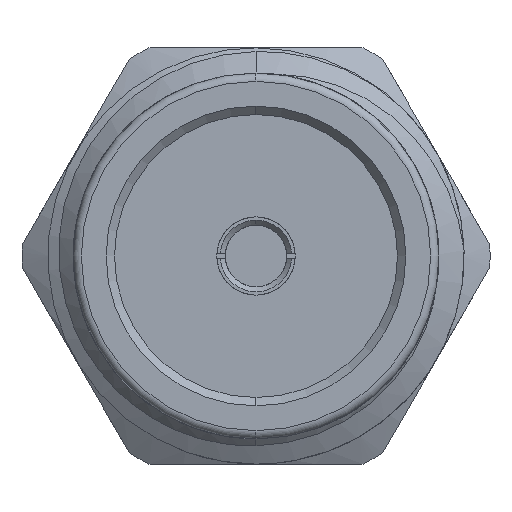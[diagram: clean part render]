
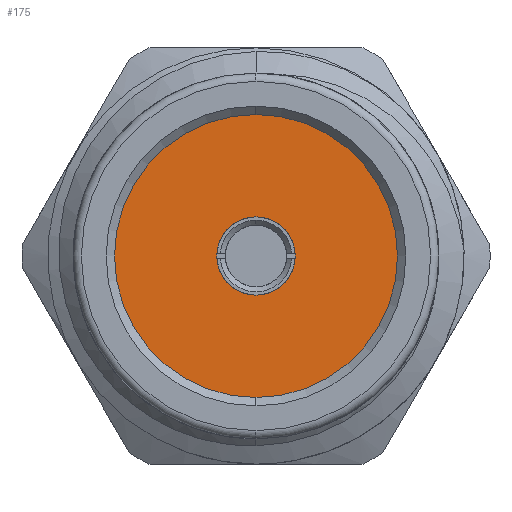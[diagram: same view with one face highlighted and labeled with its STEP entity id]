
A CAD part, left-side view. The second image highlights one B-rep face of the part: STEP entity #175.
In plain terms, the highlighted planar face has unit normal (-1, 0, 0).
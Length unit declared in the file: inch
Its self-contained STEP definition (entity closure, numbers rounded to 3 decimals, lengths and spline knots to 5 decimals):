
#6 = DIRECTION ( 'NONE',  ( 0., 0., 1. ) ) ;
#122 = CARTESIAN_POINT ( 'NONE',  ( 0.075, 0., 0. ) ) ;
#175 = ADVANCED_FACE ( 'NONE', ( #908, #559 ), #3388, .T. ) ;
#221 = AXIS2_PLACEMENT_3D ( 'NONE', #2192, #3628, #6 ) ;
#235 = CARTESIAN_POINT ( 'NONE',  ( 0.075, 0., 0. ) ) ;
#444 = ORIENTED_EDGE ( 'NONE', *, *, #1684, .T. ) ;
#461 = AXIS2_PLACEMENT_3D ( 'NONE', #122, #2019, #2659 ) ;
#559 = FACE_OUTER_BOUND ( 'NONE', #2443, .T. ) ;
#581 = ORIENTED_EDGE ( 'NONE', *, *, #3875, .F. ) ;
#587 = VERTEX_POINT ( 'NONE', #590 ) ;
#590 = CARTESIAN_POINT ( 'NONE',  ( 0.075, 0., -0.0235 ) ) ;
#838 = CIRCLE ( 'NONE', #978, 0.085 ) ;
#908 = FACE_BOUND ( 'NONE', #4733, .T. ) ;
#978 = AXIS2_PLACEMENT_3D ( 'NONE', #1999, #3392, #3772 ) ;
#1261 = CARTESIAN_POINT ( 'NONE',  ( 0.075, 0., 0.085 ) ) ;
#1341 = DIRECTION ( 'NONE',  ( -1., 0., 0. ) ) ;
#1417 = DIRECTION ( 'NONE',  ( 0., 0., 1. ) ) ;
#1439 = ORIENTED_EDGE ( 'NONE', *, *, #1945, .F. ) ;
#1684 = EDGE_CURVE ( 'NONE', #2010, #2502, #838, .T. ) ;
#1937 = AXIS2_PLACEMENT_3D ( 'NONE', #3803, #4576, #4210 ) ;
#1945 = EDGE_CURVE ( 'NONE', #2607, #587, #4329, .T. ) ;
#1999 = CARTESIAN_POINT ( 'NONE',  ( 0.075, 0., 0. ) ) ;
#2010 = VERTEX_POINT ( 'NONE', #4653 ) ;
#2019 = DIRECTION ( 'NONE',  ( -1., 0., 0. ) ) ;
#2192 = CARTESIAN_POINT ( 'NONE',  ( 0.075, 0., 0. ) ) ;
#2443 = EDGE_LOOP ( 'NONE', ( #2823, #444 ) ) ;
#2502 = VERTEX_POINT ( 'NONE', #1261 ) ;
#2607 = VERTEX_POINT ( 'NONE', #4269 ) ;
#2659 = DIRECTION ( 'NONE',  ( 0., 0., 1. ) ) ;
#2729 = EDGE_CURVE ( 'NONE', #2502, #2010, #3805, .T. ) ;
#2823 = ORIENTED_EDGE ( 'NONE', *, *, #2729, .T. ) ;
#3388 = PLANE ( 'NONE',  #461 ) ;
#3392 = DIRECTION ( 'NONE',  ( -1., 0., 0. ) ) ;
#3628 = DIRECTION ( 'NONE',  ( -1., 0., 0. ) ) ;
#3727 = AXIS2_PLACEMENT_3D ( 'NONE', #235, #1341, #1417 ) ;
#3772 = DIRECTION ( 'NONE',  ( 0., 0., 1. ) ) ;
#3803 = CARTESIAN_POINT ( 'NONE',  ( 0.075, 0., 0. ) ) ;
#3805 = CIRCLE ( 'NONE', #221, 0.085 ) ;
#3875 = EDGE_CURVE ( 'NONE', #587, #2607, #4656, .T. ) ;
#4210 = DIRECTION ( 'NONE',  ( 0., 0., 1. ) ) ;
#4269 = CARTESIAN_POINT ( 'NONE',  ( 0.075, 0., 0.0235 ) ) ;
#4329 = CIRCLE ( 'NONE', #3727, 0.0235 ) ;
#4576 = DIRECTION ( 'NONE',  ( -1., 0., 0. ) ) ;
#4653 = CARTESIAN_POINT ( 'NONE',  ( 0.075, 0., -0.085 ) ) ;
#4656 = CIRCLE ( 'NONE', #1937, 0.0235 ) ;
#4733 = EDGE_LOOP ( 'NONE', ( #1439, #581 ) ) ;
